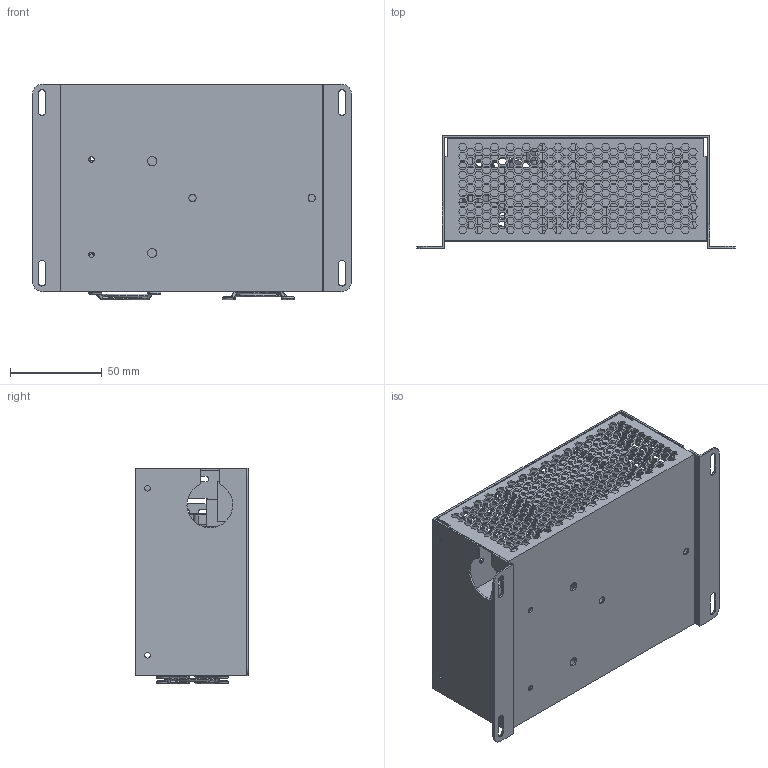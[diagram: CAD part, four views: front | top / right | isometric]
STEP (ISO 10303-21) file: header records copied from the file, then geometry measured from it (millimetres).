
FILE_DESCRIPTION (( 'STEP AP203' ), '1' );
FILE_NAME ('萇埭眊v0.STEP', '2024-03-21T01:59:10', ( '' ), ( '' ), 'SwSTEP 2.0', 'SolidWorks 2024', '' );
FILE_SCHEMA (( 'CONFIG_CONTROL_DESIGN' ));
Length unit declared in the file: millimetre
Products named in the file (11): 继电器2; 继电器1; 电源箱v0; 5V风扇; 电源箱A; 风扇防护网; 12V2A模块; 12转5模块; 时间继电器; 12V稳压模块; 电源箱B
Assembly tree (12 placements, depth 2):
  电源箱v0
    电源箱B
    5V风扇  x2
    继电器1
    12转5模块
    12V稳压模块
    继电器2
    12V2A模块
    风扇防护网  x2
    电源箱A
    时间继电器
Bounding box: 173.5 x 61.5 x 117.5 mm (x, y, z)
Volume: 352097.3 mm3; surface area: 210639 mm2
Topology: 17 solids, 33 shells, 2768 faces, 8284 edges, 5583 vertices
Faces by surface type: plane 2191, cylinder 503, bspline 38, torus 32, sphere 4
Entity records: 95216 total; most frequent: CARTESIAN_POINT 19382, ORIENTED_EDGE 15996, DIRECTION 14179, EDGE_CURVE 8012, LINE 6885, VECTOR 6885, VERTEX_POINT 5399, AXIS2_PLACEMENT_3D 3647
